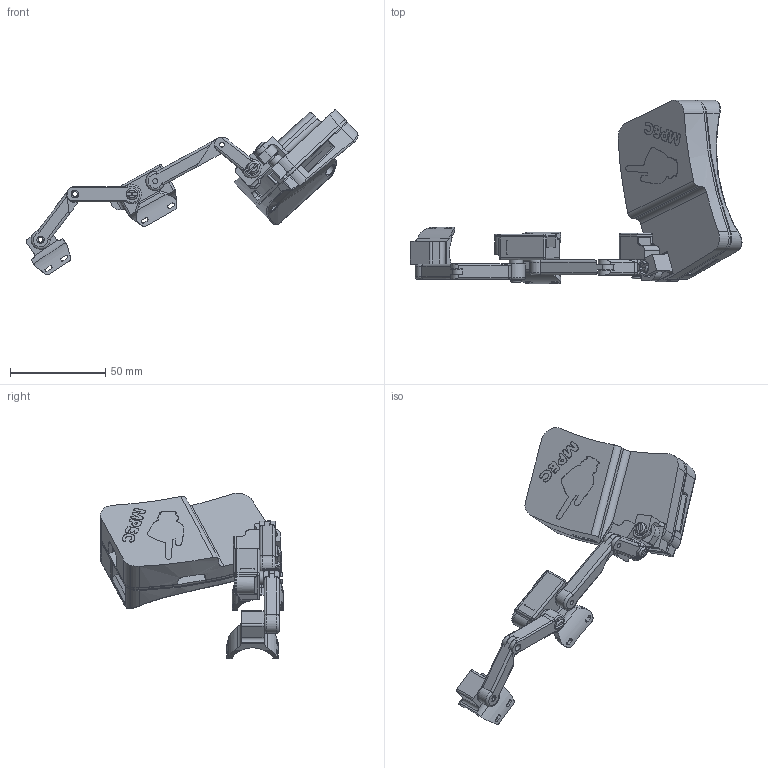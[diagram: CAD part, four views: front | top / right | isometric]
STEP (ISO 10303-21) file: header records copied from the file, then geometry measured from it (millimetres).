
FILE_DESCRIPTION(/* description */ (''),/* implementation_level */ '2;1');
FILE_NAME(/* name */ 'Baugruppe Komplett.step',/* time_stamp */ '2025-09-28T17:22:04+02:00',/* author */ (''),/* organization */ (''),/* preprocessor_version */ 'ST-DEVELOPER v20.1',/* originating_system */ 'Autodesk Translation Framework v14.17.0.0',/* authorisation */ '');
FILE_SCHEMA (('AUTOMOTIVE_DESIGN { 1 0 10303 214 3 1 1 }'));
Length unit declared in the file: millimetre
Products named in the file (17): Daniel Mechanik neu Baugruppe; Fingerstrebe 2.2 V1; Fingerglied 2 Befestigung V1; Führungsachseachse zwischen Strebe 2 und Schraube 
2; poto; Fingerglied 1 Befestigung V1; Fingerstrebe 1.2 V1; Fingerstrebe 1.1 V1; Befestigung doppelte Lagerung; Gesamter Zusammenbau; Handaufnahme; Mittelplatte 2.0; Unterplatte; Oberplatte; Fingerglied 1 Deckel; Doppelte Lagerung Deckel; poto_1
Assembly tree (17 placements, depth 4):
  Daniel Mechanik neu Baugruppe
    Fingerstrebe 2.2 V1
    Fingerglied 2 Befestigung V1
    Führungsachseachse zwischen Strebe 2 und Schraube 
2
    poto
    Fingerglied 1 Befestigung V1
    Fingerstrebe 1.2 V1
    Fingerstrebe 1.1 V1
    Befestigung doppelte Lagerung
    Gesamter Zusammenbau
      Handaufnahme
        Mittelplatte 2.0
        Unterplatte
        Oberplatte
    Fingerglied 1 Deckel
    Doppelte Lagerung Deckel
    poto_1  x2
Bounding box: 174.59 x 96.32 x 87.14 mm (x, y, z)
Volume: 62618.9 mm3; surface area: 53885.2 mm2
Topology: 21 solids, 21 shells, 828 faces, 2182 edges, 1415 vertices
Faces by surface type: plane 360, cylinder 261, bspline 146, torus 51, sphere 8, cone 2
Full cylindrical faces by diameter (mm): 1.5 x4, 2.5 x3, 2.6 x9, 2.9 x1, 3.452 x16, 3.9 x1, 4 x2, 6 x9, 7 x4, 7.5 x3
Entity records: 30364 total; most frequent: CARTESIAN_POINT 10885, ORIENTED_EDGE 4212, DIRECTION 3491, EDGE_CURVE 2106, VERTEX_POINT 1367, AXIS2_PLACEMENT_3D 1210, LINE 1071, VECTOR 1071
